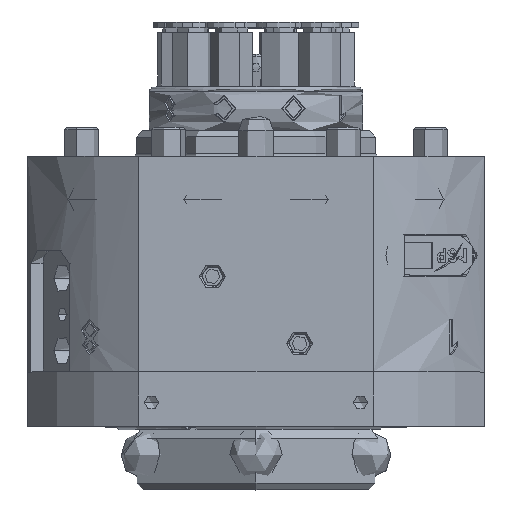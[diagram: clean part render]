
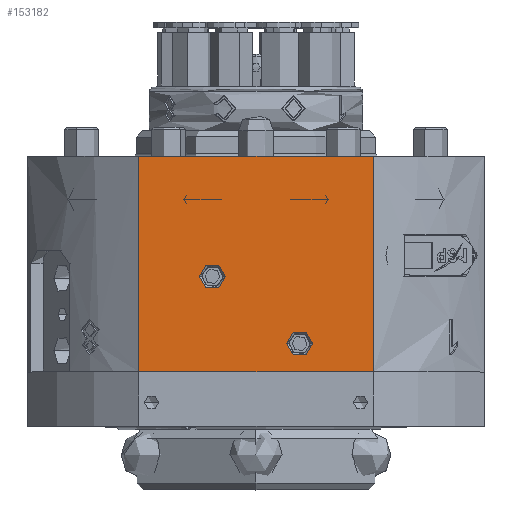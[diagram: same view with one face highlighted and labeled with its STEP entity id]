
A CAD part, top view. The second image highlights one B-rep face of the part: STEP entity #153182.
In plain terms, the highlighted planar face has unit normal (0, 0, 1).
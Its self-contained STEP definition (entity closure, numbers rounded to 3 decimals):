
#767 = CARTESIAN_POINT ( 'NONE',  ( -16.603, 39.5, 52.5 ) ) ;
#1000 = DIRECTION ( 'NONE',  ( 0., 0., -1. ) ) ;
#1719 = FACE_BOUND ( 'NONE', #66224, .T. ) ;
#2735 = CIRCLE ( 'NONE', #5305, 3. ) ;
#4449 = VECTOR ( 'NONE', #57271, 1000. ) ;
#4737 = CARTESIAN_POINT ( 'NONE',  ( 28.3, 49.5, 52.5 ) ) ;
#5305 = AXIS2_PLACEMENT_3D ( 'NONE', #106085, #155866, #20188 ) ;
#6890 = LINE ( 'NONE', #138661, #94540 ) ;
#7363 = DIRECTION ( 'NONE',  ( 0., 1., 0. ) ) ;
#8881 = DIRECTION ( 'NONE',  ( 0., 0., -1. ) ) ;
#11525 = CIRCLE ( 'NONE', #57757, 3. ) ;
#13310 = CARTESIAN_POINT ( 'NONE',  ( 16.603, 48., 52.5 ) ) ;
#13818 = FACE_OUTER_BOUND ( 'NONE', #136160, .T. ) ;
#16021 = ORIENTED_EDGE ( 'NONE', *, *, #127871, .T. ) ;
#19082 = ORIENTED_EDGE ( 'NONE', *, *, #112241, .T. ) ;
#19190 = DIRECTION ( 'NONE',  ( -1., 0., 0. ) ) ;
#19634 = EDGE_LOOP ( 'NONE', ( #59096, #80665 ) ) ;
#20188 = DIRECTION ( 'NONE',  ( 1., 0., 0. ) ) ;
#20283 = CARTESIAN_POINT ( 'NONE',  ( 16.603, 39.5, 52.5 ) ) ;
#22523 = VERTEX_POINT ( 'NONE', #34860 ) ;
#22730 = CARTESIAN_POINT ( 'NONE',  ( 13., 6.5, 52.5 ) ) ;
#25137 = DIRECTION ( 'NONE',  ( 1., 0., 0. ) ) ;
#27460 = FACE_BOUND ( 'NONE', #19634, .T. ) ;
#28218 = CARTESIAN_POINT ( 'NONE',  ( -7.952, 39.5, 52.5 ) ) ;
#31240 = LINE ( 'NONE', #4737, #96618 ) ;
#31632 = VERTEX_POINT ( 'NONE', #114769 ) ;
#34860 = CARTESIAN_POINT ( 'NONE',  ( 7.952, 39.5, 52.5 ) ) ;
#36764 = VERTEX_POINT ( 'NONE', #140224 ) ;
#37320 = AXIS2_PLACEMENT_3D ( 'NONE', #83578, #8881, #71523 ) ;
#38477 = CARTESIAN_POINT ( 'NONE',  ( 26.921, 49.5, 52.5 ) ) ;
#39118 = EDGE_CURVE ( 'NONE', #88091, #36764, #31240, .T. ) ;
#39259 = CARTESIAN_POINT ( 'NONE',  ( -7.952, 39.5, 52.5 ) ) ;
#39489 = FACE_BOUND ( 'NONE', #103657, .T. ) ;
#39786 = CARTESIAN_POINT ( 'NONE',  ( 16.603, 39.5, 52.5 ) ) ;
#41014 = ORIENTED_EDGE ( 'NONE', *, *, #39118, .T. ) ;
#45446 = AXIS2_PLACEMENT_3D ( 'NONE', #135138, #1000, #25137 ) ;
#46274 =( BOUNDED_CURVE ( )  B_SPLINE_CURVE ( 3, ( #131083, #80525, #105411, #20283 ),
 .UNSPECIFIED., .F., .F. ) 
 B_SPLINE_CURVE_WITH_KNOTS ( ( 4, 4 ),
 ( 0., 3.142 ),
 .UNSPECIFIED. ) 
 CURVE ( )  GEOMETRIC_REPRESENTATION_ITEM ( )  RATIONAL_B_SPLINE_CURVE ( ( 1., 0.333, 0.333, 1. ) ) 
 REPRESENTATION_ITEM ( '' )  );
#50534 = CARTESIAN_POINT ( 'NONE',  ( -16.603, 39.5, 52.5 ) ) ;
#51309 = CARTESIAN_POINT ( 'NONE',  ( -7.952, 31., 52.5 ) ) ;
#51356 = CARTESIAN_POINT ( 'NONE',  ( -7.952, 39.5, 52.5 ) ) ;
#57271 = DIRECTION ( 'NONE',  ( 0., -1., 0. ) ) ;
#57563 =( BOUNDED_CURVE ( )  B_SPLINE_CURVE ( 3, ( #50534, #137249, #51309, #39259 ),
 .UNSPECIFIED., .F., .F. ) 
 B_SPLINE_CURVE_WITH_KNOTS ( ( 4, 4 ),
 ( 3.142, 6.283 ),
 .UNSPECIFIED. ) 
 CURVE ( )  GEOMETRIC_REPRESENTATION_ITEM ( )  RATIONAL_B_SPLINE_CURVE ( ( 1., 0.333, 0.333, 1. ) ) 
 REPRESENTATION_ITEM ( '' )  );
#57757 = AXIS2_PLACEMENT_3D ( 'NONE', #115671, #116485, #150216 ) ;
#59096 = ORIENTED_EDGE ( 'NONE', *, *, #81612, .T. ) ;
#59900 = CARTESIAN_POINT ( 'NONE',  ( 7.952, 39.5, 52.5 ) ) ;
#60746 = CIRCLE ( 'NONE', #45446, 3. ) ;
#61824 = CARTESIAN_POINT ( 'NONE',  ( -7.952, 48., 52.5 ) ) ;
#64356 = CARTESIAN_POINT ( 'NONE',  ( -52.5, 0., 52.5 ) ) ;
#66224 = EDGE_LOOP ( 'NONE', ( #81007, #150215 ) ) ;
#69243 = CARTESIAN_POINT ( 'NONE',  ( 26.921, 72.648, 52.5 ) ) ;
#69280 = CARTESIAN_POINT ( 'NONE',  ( -26.921, 72.648, 52.5 ) ) ;
#71523 = DIRECTION ( 'NONE',  ( 1., 0., 0. ) ) ;
#74662 = EDGE_LOOP ( 'NONE', ( #124336, #157241 ) ) ;
#78433 = EDGE_CURVE ( 'NONE', #111787, #102057, #11525, .T. ) ;
#79164 = VERTEX_POINT ( 'NONE', #39786 ) ;
#80525 = CARTESIAN_POINT ( 'NONE',  ( 7.952, 31., 52.5 ) ) ;
#80665 = ORIENTED_EDGE ( 'NONE', *, *, #105552, .T. ) ;
#81007 = ORIENTED_EDGE ( 'NONE', *, *, #111779, .F. ) ;
#81612 = EDGE_CURVE ( 'NONE', #132087, #123388, #60746, .T. ) ;
#83175 = ORIENTED_EDGE ( 'NONE', *, *, #147821, .T. ) ;
#83578 = CARTESIAN_POINT ( 'NONE',  ( 10., 6.5, 52.5 ) ) ;
#84848 = VECTOR ( 'NONE', #7363, 1000. ) ;
#88091 = VERTEX_POINT ( 'NONE', #38477 ) ;
#92606 = VERTEX_POINT ( 'NONE', #28218 ) ;
#94540 = VECTOR ( 'NONE', #115377, 1000. ) ;
#94631 = VERTEX_POINT ( 'NONE', #131102 ) ;
#95150 = EDGE_CURVE ( 'NONE', #94631, #92606, #57563, .T. ) ;
#95234 = CARTESIAN_POINT ( 'NONE',  ( -26.921, 0., 52.5 ) ) ;
#95287 = ORIENTED_EDGE ( 'NONE', *, *, #78433, .T. ) ;
#96618 = VECTOR ( 'NONE', #19190, 1000. ) ;
#99487 = CARTESIAN_POINT ( 'NONE',  ( 7., 6.5, 52.5 ) ) ;
#101099 = CARTESIAN_POINT ( 'NONE',  ( -16.603, 48., 52.5 ) ) ;
#102057 = VERTEX_POINT ( 'NONE', #22730 ) ;
#102741 = VERTEX_POINT ( 'NONE', #95234 ) ;
#103657 = EDGE_LOOP ( 'NONE', ( #19082, #95287 ) ) ;
#105411 = CARTESIAN_POINT ( 'NONE',  ( 16.603, 31., 52.5 ) ) ;
#105552 = EDGE_CURVE ( 'NONE', #123388, #132087, #2735, .T. ) ;
#106085 = CARTESIAN_POINT ( 'NONE',  ( -10., 21.9, 52.5 ) ) ;
#106531 = ORIENTED_EDGE ( 'NONE', *, *, #142963, .T. ) ;
#111779 = EDGE_CURVE ( 'NONE', #92606, #94631, #123208, .T. ) ;
#111787 = VERTEX_POINT ( 'NONE', #99487 ) ;
#112241 = EDGE_CURVE ( 'NONE', #102057, #111787, #147620, .T. ) ;
#113396 = DIRECTION ( 'NONE',  ( 0., 0., 1. ) ) ;
#114769 = CARTESIAN_POINT ( 'NONE',  ( 26.921, 0., 52.5 ) ) ;
#115377 = DIRECTION ( 'NONE',  ( 1., 0., 0. ) ) ;
#115671 = CARTESIAN_POINT ( 'NONE',  ( 10., 6.5, 52.5 ) ) ;
#116485 = DIRECTION ( 'NONE',  ( 0., 0., -1. ) ) ;
#118295 = LINE ( 'NONE', #69280, #4449 ) ;
#123208 =( BOUNDED_CURVE ( )  B_SPLINE_CURVE ( 3, ( #51356, #61824, #101099, #767 ),
 .UNSPECIFIED., .F., .F. ) 
 B_SPLINE_CURVE_WITH_KNOTS ( ( 4, 4 ),
 ( 0., 3.142 ),
 .UNSPECIFIED. ) 
 CURVE ( )  GEOMETRIC_REPRESENTATION_ITEM ( )  RATIONAL_B_SPLINE_CURVE ( ( 1., 0.333, 0.333, 1. ) ) 
 REPRESENTATION_ITEM ( '' )  );
#123388 = VERTEX_POINT ( 'NONE', #143272 ) ;
#124134 = CARTESIAN_POINT ( 'NONE',  ( 7.952, 48., 52.5 ) ) ;
#124336 = ORIENTED_EDGE ( 'NONE', *, *, #126438, .F. ) ;
#126438 = EDGE_CURVE ( 'NONE', #22523, #79164, #46274, .T. ) ;
#127871 = EDGE_CURVE ( 'NONE', #102741, #31632, #6890, .T. ) ;
#131083 = CARTESIAN_POINT ( 'NONE',  ( 7.952, 39.5, 52.5 ) ) ;
#131102 = CARTESIAN_POINT ( 'NONE',  ( -16.603, 39.5, 52.5 ) ) ;
#132087 = VERTEX_POINT ( 'NONE', #143692 ) ;
#133509 = AXIS2_PLACEMENT_3D ( 'NONE', #64356, #113396, #148705 ) ;
#135138 = CARTESIAN_POINT ( 'NONE',  ( -10., 21.9, 52.5 ) ) ;
#136160 = EDGE_LOOP ( 'NONE', ( #106531, #41014, #83175, #16021 ) ) ;
#136703 = FACE_BOUND ( 'NONE', #74662, .T. ) ;
#137249 = CARTESIAN_POINT ( 'NONE',  ( -16.603, 31., 52.5 ) ) ;
#138661 = CARTESIAN_POINT ( 'NONE',  ( -52.5, 0., 52.5 ) ) ;
#140224 = CARTESIAN_POINT ( 'NONE',  ( -26.921, 49.5, 52.5 ) ) ;
#141920 = EDGE_CURVE ( 'NONE', #79164, #22523, #144764, .T. ) ;
#142963 = EDGE_CURVE ( 'NONE', #31632, #88091, #154384, .T. ) ;
#143272 = CARTESIAN_POINT ( 'NONE',  ( -13., 21.9, 52.5 ) ) ;
#143692 = CARTESIAN_POINT ( 'NONE',  ( -7., 21.9, 52.5 ) ) ;
#144764 =( BOUNDED_CURVE ( )  B_SPLINE_CURVE ( 3, ( #158664, #13310, #124134, #59900 ),
 .UNSPECIFIED., .F., .F. ) 
 B_SPLINE_CURVE_WITH_KNOTS ( ( 4, 4 ),
 ( 3.142, 6.283 ),
 .UNSPECIFIED. ) 
 CURVE ( )  GEOMETRIC_REPRESENTATION_ITEM ( )  RATIONAL_B_SPLINE_CURVE ( ( 1., 0.333, 0.333, 1. ) ) 
 REPRESENTATION_ITEM ( '' )  );
#147139 = PLANE ( 'NONE',  #133509 ) ;
#147620 = CIRCLE ( 'NONE', #37320, 3. ) ;
#147821 = EDGE_CURVE ( 'NONE', #36764, #102741, #118295, .T. ) ;
#148705 = DIRECTION ( 'NONE',  ( 1., 0., 0. ) ) ;
#150215 = ORIENTED_EDGE ( 'NONE', *, *, #95150, .F. ) ;
#150216 = DIRECTION ( 'NONE',  ( 1., 0., 0. ) ) ;
#153182 = ADVANCED_FACE ( 'NONE', ( #1719, #136703, #27460, #39489, #13818 ), #147139, .T. ) ;
#154384 = LINE ( 'NONE', #69243, #84848 ) ;
#155866 = DIRECTION ( 'NONE',  ( 0., 0., -1. ) ) ;
#157241 = ORIENTED_EDGE ( 'NONE', *, *, #141920, .F. ) ;
#158664 = CARTESIAN_POINT ( 'NONE',  ( 16.603, 39.5, 52.5 ) ) ;
